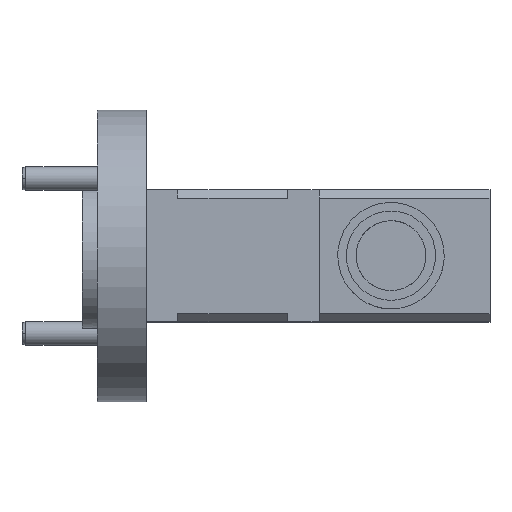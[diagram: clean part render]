
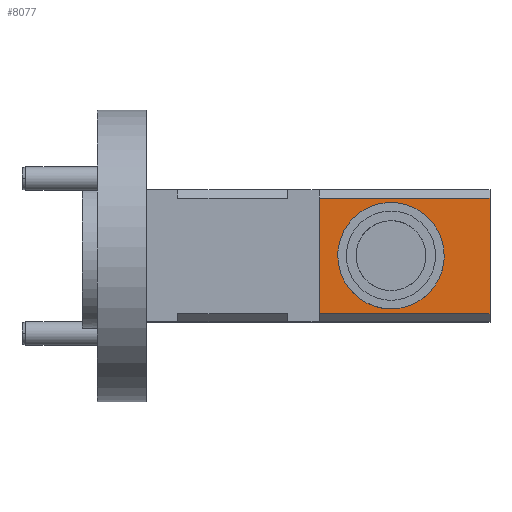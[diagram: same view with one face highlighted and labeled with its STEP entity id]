
A CAD part, top view. The second image highlights one B-rep face of the part: STEP entity #8077.
In plain terms, the highlighted free-form (B-spline) face has degree [1, 1] with [2, 2] control points.
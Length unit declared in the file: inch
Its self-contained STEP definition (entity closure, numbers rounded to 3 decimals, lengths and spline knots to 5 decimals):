
#109=(GEOMETRIC_REPRESENTATION_CONTEXT(2)PARAMETRIC_REPRESENTATION_CONTEXT()REPRESENTATION_CONTEXT('',''));
#7475=CARTESIAN_POINT('',(2.08037,14.9115,-0.51134));
#7476=CARTESIAN_POINT('',(2.08037,14.5715,-0.51134));
#7477=CARTESIAN_POINT('',(2.08037,14.9115,-0.60034));
#7478=CARTESIAN_POINT('',(2.08037,14.5715,-0.60034));
#7479=B_SPLINE_SURFACE_WITH_KNOTS('',1,1,((#7475,#7476),(#7477,#7478)),.UNSPECIFIED.,.F.,.F.,.U.,(2,2),(2,2),(0.0,0.089),(0.,0.34),.UNSPECIFIED.);
#7498=CARTESIAN_POINT('',(2.08037,14.89025,-0.51134));
#7499=CARTESIAN_POINT('',(2.08037,14.9115,-0.53264));
#7500=CARTESIAN_POINT('',(2.52037,14.89025,-0.51134));
#7501=CARTESIAN_POINT('',(2.52037,14.9115,-0.53264));
#7502=B_SPLINE_SURFACE_WITH_KNOTS('',1,1,((#7498,#7499),(#7500,#7501)),.UNSPECIFIED.,.F.,.F.,.U.,(2,2),(2,2),(-0.22,0.22),(-0.01504,0.01504),.UNSPECIFIED.);
#7521=CARTESIAN_POINT('',(2.52037,14.9115,-0.94234));
#7522=CARTESIAN_POINT('',(2.52037,14.5715,-0.94234));
#7523=CARTESIAN_POINT('',(2.52037,14.9115,-0.51134));
#7524=CARTESIAN_POINT('',(2.52037,14.5715,-0.51134));
#7525=B_SPLINE_SURFACE_WITH_KNOTS('',1,1,((#7521,#7522),(#7523,#7524)),.UNSPECIFIED.,.F.,.F.,.U.,(2,2),(2,2),(0.0,0.431),(0.,0.34),.UNSPECIFIED.);
#7810=CARTESIAN_POINT('',(2.08037,14.5715,-0.53264));
#7811=CARTESIAN_POINT('',(2.08037,14.59275,-0.51134));
#7812=CARTESIAN_POINT('',(2.52037,14.5715,-0.53264));
#7813=CARTESIAN_POINT('',(2.52037,14.59275,-0.51134));
#7814=B_SPLINE_SURFACE_WITH_KNOTS('',1,1,((#7810,#7811),(#7812,#7813)),.UNSPECIFIED.,.F.,.F.,.U.,(2,2),(2,2),(-0.22,0.22),(-0.01504,0.01504),.UNSPECIFIED.);
#7868=CARTESIAN_POINT('',(2.52037,14.89025,-0.51134));
#7869=VERTEX_POINT('',#7868);
#7889=CARTESIAN_POINT('',(2.08037,14.89025,-0.51134));
#7890=VERTEX_POINT('',#7889);
#7909=CARTESIAN_POINT('',(2.52037,14.89025,-0.51134));
#7910=CARTESIAN_POINT('',(2.52037,14.59275,-0.51134));
#7911=CARTESIAN_POINT('',(2.08037,14.89025,-0.51134));
#7912=CARTESIAN_POINT('',(2.08037,14.59275,-0.51134));
#7913=B_SPLINE_SURFACE_WITH_KNOTS('',1,1,((#7909,#7910),(#7911,#7912)),.UNSPECIFIED.,.F.,.F.,.U.,(2,2),(2,2),(0.0,0.44),(0.02125,0.31875),.UNSPECIFIED.);
#7914=CARTESIAN_POINT('',(0.22,-0.015));
#7915=CARTESIAN_POINT('',(-0.22,-0.015));
#7916=B_SPLINE_CURVE_WITH_KNOTS('',1,(#7914,#7915),.UNSPECIFIED.,.F.,.F.,(2,2),(-0.22,0.22),.UNSPECIFIED.);
#7917=DEFINITIONAL_REPRESENTATION('',(#7916),#109);
#7918=PCURVE('',#7502,#7917);
#7919=CARTESIAN_POINT('',(0.,0.021));
#7920=CARTESIAN_POINT('',(0.44,0.021));
#7921=B_SPLINE_CURVE_WITH_KNOTS('',1,(#7919,#7920),.UNSPECIFIED.,.F.,.F.,(2,2),(-0.22,0.22),.UNSPECIFIED.);
#7922=DEFINITIONAL_REPRESENTATION('',(#7921),#109);
#7923=PCURVE('',#7913,#7922);
#7924=CARTESIAN_POINT('',(2.52037,14.89025,-0.51134));
#7925=CARTESIAN_POINT('',(2.08037,14.89025,-0.51134));
#7926=B_SPLINE_CURVE_WITH_KNOTS('',1,(#7924,#7925),.UNSPECIFIED.,.F.,.F.,(2,2),(-0.22,0.22),.UNSPECIFIED.);
#7927=INTERSECTION_CURVE('',#7926,(#7918,#7923),.PCURVE_S1.);
#7928=EDGE_CURVE('',#7869,#7890,#7927,.T.);
#7934=CARTESIAN_POINT('',(2.52037,14.59275,-0.51134));
#7935=VERTEX_POINT('',#7934);
#7936=CARTESIAN_POINT('',(0.431,0.021));
#7937=CARTESIAN_POINT('',(0.431,0.319));
#7938=B_SPLINE_CURVE_WITH_KNOTS('',1,(#7936,#7937),.UNSPECIFIED.,.F.,.F.,(2,2),(0.02125,0.31875),.UNSPECIFIED.);
#7939=DEFINITIONAL_REPRESENTATION('',(#7938),#109);
#7940=PCURVE('',#7525,#7939);
#7941=CARTESIAN_POINT('',(0.,0.021));
#7942=CARTESIAN_POINT('',(0.,0.319));
#7943=B_SPLINE_CURVE_WITH_KNOTS('',1,(#7941,#7942),.UNSPECIFIED.,.F.,.F.,(2,2),(0.02125,0.31875),.UNSPECIFIED.);
#7944=DEFINITIONAL_REPRESENTATION('',(#7943),#109);
#7945=PCURVE('',#7913,#7944);
#7946=CARTESIAN_POINT('',(2.52037,14.89025,-0.51134));
#7947=CARTESIAN_POINT('',(2.52037,14.59275,-0.51134));
#7948=B_SPLINE_CURVE_WITH_KNOTS('',1,(#7946,#7947),.UNSPECIFIED.,.F.,.F.,(2,2),(0.02125,0.31875),.UNSPECIFIED.);
#7949=INTERSECTION_CURVE('',#7948,(#7940,#7945),.PCURVE_S1.);
#7950=EDGE_CURVE('',#7869,#7935,#7949,.T.);
#7991=CARTESIAN_POINT('',(2.08037,14.59275,-0.51134));
#7992=VERTEX_POINT('',#7991);
#8013=CARTESIAN_POINT('',(-0.22,0.015));
#8014=CARTESIAN_POINT('',(0.22,0.015));
#8015=B_SPLINE_CURVE_WITH_KNOTS('',1,(#8013,#8014),.UNSPECIFIED.,.F.,.F.,(2,2),(-0.44,0.0),.UNSPECIFIED.);
#8016=DEFINITIONAL_REPRESENTATION('',(#8015),#109);
#8017=PCURVE('',#7814,#8016);
#8018=CARTESIAN_POINT('',(0.44,0.319));
#8019=CARTESIAN_POINT('',(0.,0.319));
#8020=B_SPLINE_CURVE_WITH_KNOTS('',1,(#8018,#8019),.UNSPECIFIED.,.F.,.F.,(2,2),(-0.44,0.0),.UNSPECIFIED.);
#8021=DEFINITIONAL_REPRESENTATION('',(#8020),#109);
#8022=PCURVE('',#7913,#8021);
#8023=CARTESIAN_POINT('',(2.08037,14.59275,-0.51134));
#8024=CARTESIAN_POINT('',(2.52037,14.59275,-0.51134));
#8025=B_SPLINE_CURVE_WITH_KNOTS('',1,(#8023,#8024),.UNSPECIFIED.,.F.,.F.,(2,2),(-0.44,0.0),.UNSPECIFIED.);
#8026=INTERSECTION_CURVE('',#8025,(#8017,#8022),.PCURVE_S1.);
#8027=EDGE_CURVE('',#7992,#7935,#8026,.T.);
#8052=CARTESIAN_POINT('',(0.,0.021));
#8053=CARTESIAN_POINT('',(0.,0.319));
#8054=B_SPLINE_CURVE_WITH_KNOTS('',1,(#8052,#8053),.UNSPECIFIED.,.F.,.F.,(2,2),(0.02125,0.31875),.UNSPECIFIED.);
#8055=DEFINITIONAL_REPRESENTATION('',(#8054),#109);
#8056=PCURVE('',#7479,#8055);
#8057=CARTESIAN_POINT('',(0.44,0.021));
#8058=CARTESIAN_POINT('',(0.44,0.319));
#8059=B_SPLINE_CURVE_WITH_KNOTS('',1,(#8057,#8058),.UNSPECIFIED.,.F.,.F.,(2,2),(0.02125,0.31875),.UNSPECIFIED.);
#8060=DEFINITIONAL_REPRESENTATION('',(#8059),#109);
#8061=PCURVE('',#7913,#8060);
#8062=CARTESIAN_POINT('',(2.08037,14.89025,-0.51134));
#8063=CARTESIAN_POINT('',(2.08037,14.59275,-0.51134));
#8064=B_SPLINE_CURVE_WITH_KNOTS('',1,(#8062,#8063),.UNSPECIFIED.,.F.,.F.,(2,2),(0.02125,0.31875),.UNSPECIFIED.);
#8065=INTERSECTION_CURVE('',#8064,(#8056,#8061),.PCURVE_S1.);
#8066=EDGE_CURVE('',#7890,#7992,#8065,.T.);
#8071=ORIENTED_EDGE('',*,*,#7928,.T.);
#8072=ORIENTED_EDGE('',*,*,#8066,.T.);
#8073=ORIENTED_EDGE('',*,*,#8027,.T.);
#8074=ORIENTED_EDGE('',*,*,#7950,.F.);
#8075=EDGE_LOOP('',(#8071,#8072,#8073,#8074));
#8076=FACE_BOUND('',#8075,.T.);
#8077=ADVANCED_FACE(' DE      173',(#8076),#7913,.T.);
